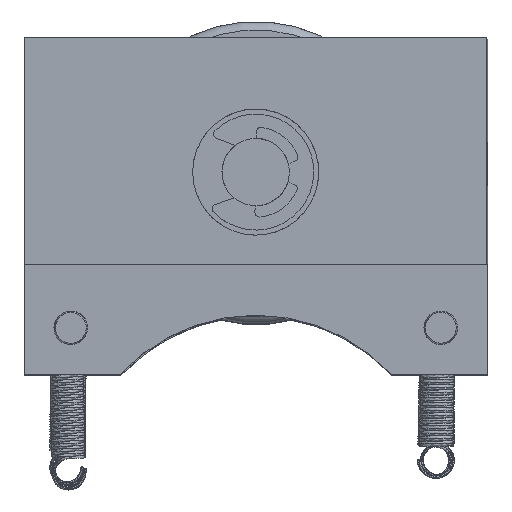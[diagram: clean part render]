
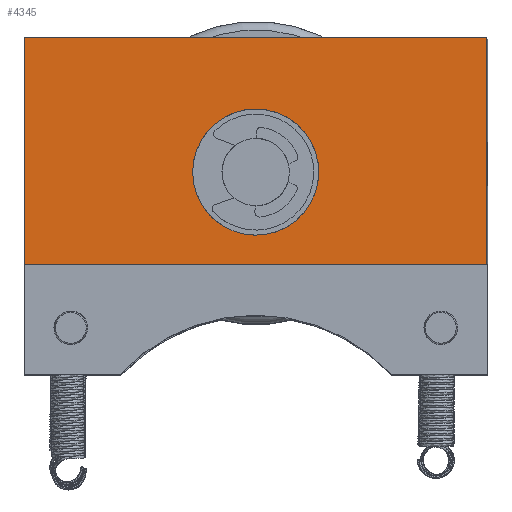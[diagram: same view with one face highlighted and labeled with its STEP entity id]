
A CAD part, top view. The second image highlights one B-rep face of the part: STEP entity #4345.
In plain terms, the highlighted face is planar.
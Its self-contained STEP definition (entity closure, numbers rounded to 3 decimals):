
#404=FACE_BOUND('',#1296,.T.);
#571=CIRCLE('',#4892,7.5);
#988=FACE_OUTER_BOUND('',#1295,.T.);
#1295=EDGE_LOOP('',(#3792,#3793,#3794,#3795));
#1296=EDGE_LOOP('',(#3796));
#1535=LINE('',#8691,#1763);
#1543=LINE('',#8710,#1771);
#1572=LINE('',#8835,#1800);
#1587=LINE('',#8937,#1815);
#1763=VECTOR('',#5581,10.);
#1771=VECTOR('',#5597,10.);
#1800=VECTOR('',#5686,10.);
#1815=VECTOR('',#5813,10.);
#2125=VERTEX_POINT('',#8687);
#2126=VERTEX_POINT('',#8689);
#2133=VERTEX_POINT('',#8709);
#2157=VERTEX_POINT('',#8833);
#2177=VERTEX_POINT('',#8899);
#2656=EDGE_CURVE('',#2125,#2126,#1535,.T.);
#2666=EDGE_CURVE('',#2133,#2125,#1543,.T.);
#2709=EDGE_CURVE('',#2157,#2126,#1572,.T.);
#2738=EDGE_CURVE('',#2177,#2177,#571,.T.);
#2750=EDGE_CURVE('',#2157,#2133,#1587,.T.);
#3792=ORIENTED_EDGE('',*,*,#2656,.T.);
#3793=ORIENTED_EDGE('',*,*,#2709,.F.);
#3794=ORIENTED_EDGE('',*,*,#2750,.T.);
#3795=ORIENTED_EDGE('',*,*,#2666,.T.);
#3796=ORIENTED_EDGE('',*,*,#2738,.T.);
#4140=PLANE('',#4917);
#4345=ADVANCED_FACE('',(#988,#404),#4140,.T.);
#4892=AXIS2_PLACEMENT_3D('',#8900,#5761,#5762);
#4917=AXIS2_PLACEMENT_3D('',#8936,#5811,#5812);
#5581=DIRECTION('',(0.,0.,-1.));
#5597=DIRECTION('',(0.,1.,0.));
#5686=DIRECTION('',(0.,1.,0.));
#5761=DIRECTION('center_axis',(1.,0.,0.));
#5762=DIRECTION('ref_axis',(0.,0.,-1.));
#5811=DIRECTION('center_axis',(-1.,0.,0.));
#5812=DIRECTION('ref_axis',(0.,0.,1.));
#5813=DIRECTION('',(0.,0.,1.));
#8687=CARTESIAN_POINT('',(-100.,27.,55.));
#8689=CARTESIAN_POINT('',(-100.,27.,0.));
#8691=CARTESIAN_POINT('',(-100.,27.,13.75));
#8709=CARTESIAN_POINT('',(-100.,0.,55.));
#8710=CARTESIAN_POINT('',(-100.,0.,55.));
#8833=CARTESIAN_POINT('',(-100.,0.,0.));
#8835=CARTESIAN_POINT('',(-100.,0.,0.));
#8899=CARTESIAN_POINT('',(-100.,16.,35.));
#8900=CARTESIAN_POINT('Origin',(-100.,16.,27.5));
#8936=CARTESIAN_POINT('Origin',(-100.,0.,0.));
#8937=CARTESIAN_POINT('',(-100.,0.,0.));
